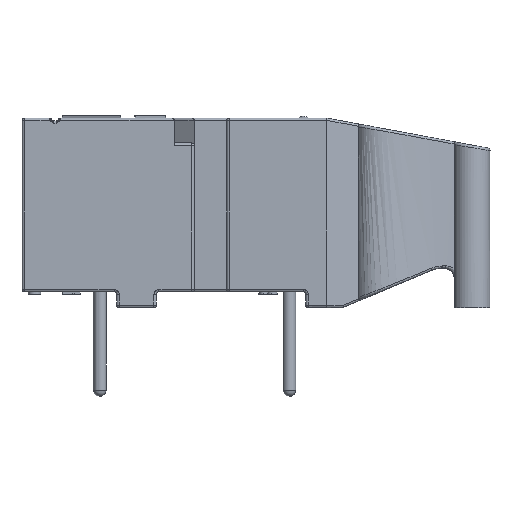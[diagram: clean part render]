
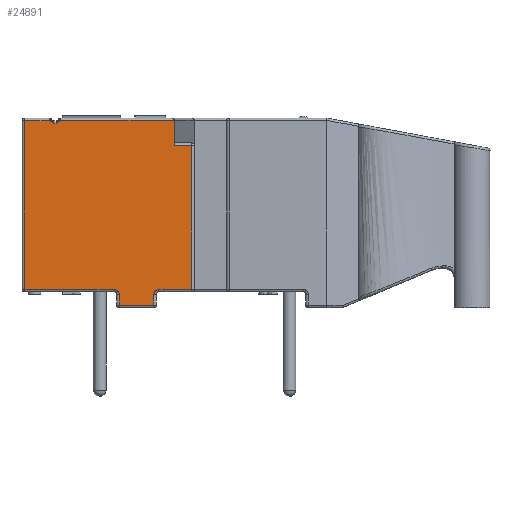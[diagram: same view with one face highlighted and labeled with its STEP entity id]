
A CAD part, front view. The second image highlights one B-rep face of the part: STEP entity #24891.
In plain terms, the highlighted planar face has unit normal (0, -1, 0).
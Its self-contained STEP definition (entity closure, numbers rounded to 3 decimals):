
#1182 = VERTEX_POINT('',#1183);
#1183 = CARTESIAN_POINT('',(1.457,0.,7.47));
#1192 = EDGE_CURVE('',#1182,#1193,#1195,.T.);
#1193 = VERTEX_POINT('',#1194);
#1194 = CARTESIAN_POINT('',(1.544,0.,7.52));
#1195 = B_SPLINE_CURVE_WITH_KNOTS('',3,(#1196,#1197,#1198,#1199),
  .UNSPECIFIED.,.F.,.F.,(4,4),(0.5,1.),.PIECEWISE_BEZIER_KNOTS.);
#1196 = CARTESIAN_POINT('',(1.457,0.,7.47));
#1197 = CARTESIAN_POINT('',(1.484,0.,7.495));
#1198 = CARTESIAN_POINT('',(1.511,0.,7.52));
#1199 = CARTESIAN_POINT('',(1.544,0.,7.52));
#1268 = VERTEX_POINT('',#1269);
#1269 = CARTESIAN_POINT('',(1.371,0.,7.42));
#1276 = EDGE_CURVE('',#1268,#1182,#1277,.T.);
#1277 = B_SPLINE_CURVE_WITH_KNOTS('',3,(#1278,#1279,#1280,#1281),
  .UNSPECIFIED.,.F.,.F.,(4,4),(0.,0.5),.PIECEWISE_BEZIER_KNOTS.);
#1278 = CARTESIAN_POINT('',(1.371,0.,7.42));
#1279 = CARTESIAN_POINT('',(1.404,0.,7.42));
#1280 = CARTESIAN_POINT('',(1.431,0.,7.445));
#1281 = CARTESIAN_POINT('',(1.457,0.,7.47));
#1684 = VERTEX_POINT('',#1685);
#1685 = CARTESIAN_POINT('',(1.183,0.,7.47));
#1694 = EDGE_CURVE('',#1684,#1695,#1697,.T.);
#1695 = VERTEX_POINT('',#1696);
#1696 = CARTESIAN_POINT('',(1.27,0.,7.42));
#1697 = B_SPLINE_CURVE_WITH_KNOTS('',3,(#1698,#1699,#1700,#1701),
  .UNSPECIFIED.,.F.,.F.,(4,4),(0.5,1.),.PIECEWISE_BEZIER_KNOTS.);
#1698 = CARTESIAN_POINT('',(1.183,0.,7.47));
#1699 = CARTESIAN_POINT('',(1.21,0.,7.445));
#1700 = CARTESIAN_POINT('',(1.237,0.,7.42));
#1701 = CARTESIAN_POINT('',(1.27,0.,7.42));
#1763 = VERTEX_POINT('',#1764);
#1764 = CARTESIAN_POINT('',(1.097,0.,7.52));
#1771 = EDGE_CURVE('',#1763,#1684,#1772,.T.);
#1772 = B_SPLINE_CURVE_WITH_KNOTS('',3,(#1773,#1774,#1775,#1776),
  .UNSPECIFIED.,.F.,.F.,(4,4),(0.,0.5),.PIECEWISE_BEZIER_KNOTS.);
#1773 = CARTESIAN_POINT('',(1.097,0.,7.52));
#1774 = CARTESIAN_POINT('',(1.13,0.,7.52));
#1775 = CARTESIAN_POINT('',(1.157,0.,7.495));
#1776 = CARTESIAN_POINT('',(1.183,0.,7.47));
#10442 = EDGE_CURVE('',#1695,#1268,#10443,.T.);
#10443 = LINE('',#10444,#10445);
#10444 = CARTESIAN_POINT('',(1.27,0.,7.42));
#10445 = VECTOR('',#10446,1.);
#10446 = DIRECTION('',(1.,0.,0.));
#11321 = VERTEX_POINT('',#11322);
#11322 = CARTESIAN_POINT('',(6.821,0.,6.52));
#11388 = VERTEX_POINT('',#11389);
#11389 = CARTESIAN_POINT('',(6.12,0.,6.52));
#11398 = EDGE_CURVE('',#11388,#11321,#11399,.T.);
#11399 = LINE('',#11400,#11401);
#11400 = CARTESIAN_POINT('',(6.12,0.,6.52));
#11401 = VECTOR('',#11402,1.);
#11402 = DIRECTION('',(1.,0.,0.));
#11625 = VERTEX_POINT('',#11626);
#11626 = CARTESIAN_POINT('',(3.9,0.,0.1));
#11864 = VERTEX_POINT('',#11865);
#11865 = CARTESIAN_POINT('',(6.821,0.,0.74));
#11888 = EDGE_CURVE('',#11321,#11864,#11889,.T.);
#11889 = LINE('',#11890,#11891);
#11890 = CARTESIAN_POINT('',(6.821,0.,6.52));
#11891 = VECTOR('',#11892,1.);
#11892 = DIRECTION('',(0.,0.,-1.));
#11910 = VERTEX_POINT('',#11911);
#11911 = CARTESIAN_POINT('',(5.3,0.,0.1));
#12167 = VERTEX_POINT('',#12168);
#12168 = CARTESIAN_POINT('',(3.9,0.,0.54));
#12175 = EDGE_CURVE('',#12167,#12176,#12178,.T.);
#12176 = VERTEX_POINT('',#12177);
#12177 = CARTESIAN_POINT('',(3.7,0.,0.74));
#12178 = CIRCLE('',#12179,0.2);
#12179 = AXIS2_PLACEMENT_3D('',#12180,#12181,#12182);
#12180 = CARTESIAN_POINT('',(3.7,0.,0.54));
#12181 = DIRECTION('',(0.,-1.,0.));
#12182 = DIRECTION('',(0.707,0.,0.707));
#12200 = EDGE_CURVE('',#11625,#12167,#12201,.T.);
#12201 = LINE('',#12202,#12203);
#12202 = CARTESIAN_POINT('',(3.9,0.,0.1));
#12203 = VECTOR('',#12204,1.);
#12204 = DIRECTION('',(0.,0.,1.));
#12321 = VERTEX_POINT('',#12322);
#12322 = CARTESIAN_POINT('',(0.1,0.,0.74));
#12422 = VERTEX_POINT('',#12423);
#12423 = CARTESIAN_POINT('',(0.1,0.,7.52));
#12453 = EDGE_CURVE('',#12321,#12422,#12454,.T.);
#12454 = LINE('',#12455,#12456);
#12455 = CARTESIAN_POINT('',(0.1,0.,0.74));
#12456 = VECTOR('',#12457,1.);
#12457 = DIRECTION('',(0.,0.,1.));
#12468 = EDGE_CURVE('',#12422,#1763,#12469,.T.);
#12469 = LINE('',#12470,#12471);
#12470 = CARTESIAN_POINT('',(0.1,0.,7.52));
#12471 = VECTOR('',#12472,1.);
#12472 = DIRECTION('',(1.,0.,0.));
#12552 = EDGE_CURVE('',#12176,#12321,#12553,.T.);
#12553 = LINE('',#12554,#12555);
#12554 = CARTESIAN_POINT('',(3.7,0.,0.74));
#12555 = VECTOR('',#12556,1.);
#12556 = DIRECTION('',(-1.,0.,0.));
#12617 = VERTEX_POINT('',#12618);
#12618 = CARTESIAN_POINT('',(5.5,0.,0.74));
#12625 = EDGE_CURVE('',#12617,#12626,#12628,.T.);
#12626 = VERTEX_POINT('',#12627);
#12627 = CARTESIAN_POINT('',(5.3,0.,0.54));
#12628 = CIRCLE('',#12629,0.2);
#12629 = AXIS2_PLACEMENT_3D('',#12630,#12631,#12632);
#12630 = CARTESIAN_POINT('',(5.5,0.,0.54));
#12631 = DIRECTION('',(0.,-1.,0.));
#12632 = DIRECTION('',(-0.707,0.,0.707));
#12650 = EDGE_CURVE('',#11864,#12617,#12651,.T.);
#12651 = LINE('',#12652,#12653);
#12652 = CARTESIAN_POINT('',(6.821,0.,0.74));
#12653 = VECTOR('',#12654,1.);
#12654 = DIRECTION('',(-1.,0.,0.));
#12667 = EDGE_CURVE('',#12626,#11910,#12668,.T.);
#12668 = LINE('',#12669,#12670);
#12669 = CARTESIAN_POINT('',(5.3,0.,0.54));
#12670 = VECTOR('',#12671,1.);
#12671 = DIRECTION('',(0.,0.,-1.));
#14310 = EDGE_CURVE('',#11910,#11625,#14311,.T.);
#14311 = LINE('',#14312,#14313);
#14312 = CARTESIAN_POINT('',(5.3,0.,0.1));
#14313 = VECTOR('',#14314,1.);
#14314 = DIRECTION('',(-1.,0.,0.));
#14597 = EDGE_CURVE('',#1193,#14598,#14600,.T.);
#14598 = VERTEX_POINT('',#14599);
#14599 = CARTESIAN_POINT('',(6.12,0.,7.52));
#14600 = LINE('',#14601,#14602);
#14601 = CARTESIAN_POINT('',(1.544,0.,7.52));
#14602 = VECTOR('',#14603,1.);
#14603 = DIRECTION('',(1.,0.,0.));
#24891 = ADVANCED_FACE('',(#24892),#24917,.T.);
#24892 = FACE_BOUND('',#24893,.T.);
#24893 = EDGE_LOOP('',(#24894,#24900,#24901,#24902,#24903,#24904,#24905,
    #24906,#24907,#24908,#24909,#24910,#24911,#24912,#24913,#24914,
    #24915,#24916));
#24894 = ORIENTED_EDGE('',*,*,#24895,.T.);
#24895 = EDGE_CURVE('',#11388,#14598,#24896,.T.);
#24896 = LINE('',#24897,#24898);
#24897 = CARTESIAN_POINT('',(6.12,0.,6.52));
#24898 = VECTOR('',#24899,1.);
#24899 = DIRECTION('',(0.,0.,1.));
#24900 = ORIENTED_EDGE('',*,*,#14597,.F.);
#24901 = ORIENTED_EDGE('',*,*,#1192,.F.);
#24902 = ORIENTED_EDGE('',*,*,#1276,.F.);
#24903 = ORIENTED_EDGE('',*,*,#10442,.F.);
#24904 = ORIENTED_EDGE('',*,*,#1694,.F.);
#24905 = ORIENTED_EDGE('',*,*,#1771,.F.);
#24906 = ORIENTED_EDGE('',*,*,#12468,.F.);
#24907 = ORIENTED_EDGE('',*,*,#12453,.F.);
#24908 = ORIENTED_EDGE('',*,*,#12552,.F.);
#24909 = ORIENTED_EDGE('',*,*,#12175,.F.);
#24910 = ORIENTED_EDGE('',*,*,#12200,.F.);
#24911 = ORIENTED_EDGE('',*,*,#14310,.F.);
#24912 = ORIENTED_EDGE('',*,*,#12667,.F.);
#24913 = ORIENTED_EDGE('',*,*,#12625,.F.);
#24914 = ORIENTED_EDGE('',*,*,#12650,.F.);
#24915 = ORIENTED_EDGE('',*,*,#11888,.F.);
#24916 = ORIENTED_EDGE('',*,*,#11398,.F.);
#24917 = PLANE('',#24918);
#24918 = AXIS2_PLACEMENT_3D('',#24919,#24920,#24921);
#24919 = CARTESIAN_POINT('',(6.921,0.,0.));
#24920 = DIRECTION('',(0.,-1.,0.));
#24921 = DIRECTION('',(0.,0.,-1.));
